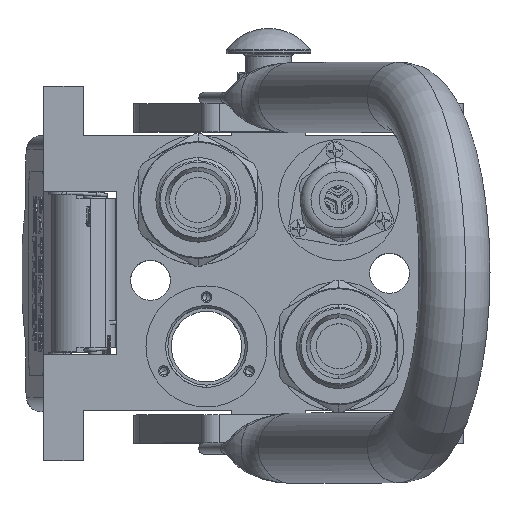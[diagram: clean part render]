
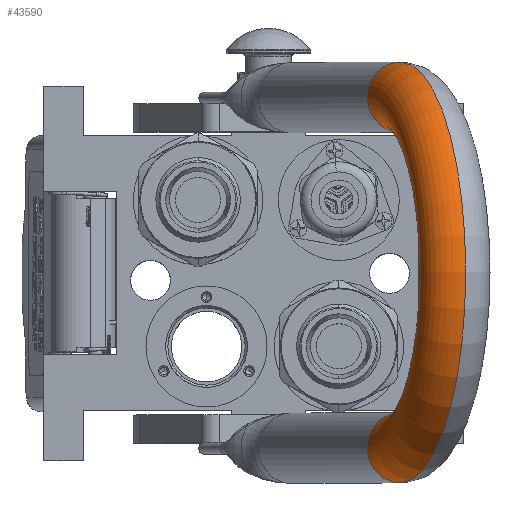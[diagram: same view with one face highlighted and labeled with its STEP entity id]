
A CAD part, top view. The second image highlights one B-rep face of the part: STEP entity #43590.
In plain terms, the highlighted toroidal (fillet/blend) face has major radius 62.25 mm and minor radius 12.5 mm.
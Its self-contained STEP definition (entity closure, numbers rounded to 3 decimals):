
#2579 = CIRCLE ( 'NONE', #20988, 12.5 ) ;
#4212 = ORIENTED_EDGE ( 'NONE', *, *, #109678, .T. ) ;
#9523 = VERTEX_POINT ( 'NONE', #144638 ) ;
#20988 = AXIS2_PLACEMENT_3D ( 'NONE', #24617, #143107, #24104 ) ;
#21589 = CIRCLE ( 'NONE', #138436, 12.5 ) ;
#24104 = DIRECTION ( 'NONE',  ( -1., 0., 0. ) ) ;
#24617 = CARTESIAN_POINT ( 'NONE',  ( -62.25, 0., 125.25 ) ) ;
#29084 = CIRCLE ( 'NONE', #81180, 74.75 ) ;
#32656 = EDGE_CURVE ( 'NONE', #49404, #69179, #2579, .T. ) ;
#34776 = CARTESIAN_POINT ( 'NONE',  ( 62.25, 0., 125.25 ) ) ;
#36441 = CARTESIAN_POINT ( 'NONE',  ( 74.75, 0., 125.25 ) ) ;
#43590 = ADVANCED_FACE ( 'NONE', ( #67398 ), #86495, .T. ) ;
#45050 = AXIS2_PLACEMENT_3D ( 'NONE', #154461, #46504, #69858 ) ;
#46504 = DIRECTION ( 'NONE',  ( 0., 1., 0. ) ) ;
#47505 = CARTESIAN_POINT ( 'NONE',  ( -74.75, 0., 125.25 ) ) ;
#49404 = VERTEX_POINT ( 'NONE', #47505 ) ;
#67398 = FACE_OUTER_BOUND ( 'NONE', #123322, .T. ) ;
#69179 = VERTEX_POINT ( 'NONE', #80066 ) ;
#69858 = DIRECTION ( 'NONE',  ( -1., 0., 0. ) ) ;
#69919 = EDGE_CURVE ( 'NONE', #137956, #9523, #21589, .T. ) ;
#70285 = DIRECTION ( 'NONE',  ( 0., 0., -1. ) ) ;
#71335 = ORIENTED_EDGE ( 'NONE', *, *, #132531, .F. ) ;
#80066 = CARTESIAN_POINT ( 'NONE',  ( -49.75, 0., 125.25 ) ) ;
#81180 = AXIS2_PLACEMENT_3D ( 'NONE', #99316, #86133, #134762 ) ;
#86133 = DIRECTION ( 'NONE',  ( 0., 1., 0. ) ) ;
#86495 = TOROIDAL_SURFACE ( 'NONE', #132943, 62.25, 12.5 ) ;
#87276 = ORIENTED_EDGE ( 'NONE', *, *, #32656, .T. ) ;
#91873 = ORIENTED_EDGE ( 'NONE', *, *, #69919, .F. ) ;
#99316 = CARTESIAN_POINT ( 'NONE',  ( 0., 0., 125.25 ) ) ;
#109678 = EDGE_CURVE ( 'NONE', #69179, #9523, #153410, .T. ) ;
#119109 = DIRECTION ( 'NONE',  ( 1., 0., 0. ) ) ;
#123322 = EDGE_LOOP ( 'NONE', ( #4212, #91873, #71335, #87276 ) ) ;
#130633 = DIRECTION ( 'NONE',  ( 1., 0., 0. ) ) ;
#132244 = CARTESIAN_POINT ( 'NONE',  ( 0., 0., 125.25 ) ) ;
#132531 = EDGE_CURVE ( 'NONE', #49404, #137956, #29084, .T. ) ;
#132943 = AXIS2_PLACEMENT_3D ( 'NONE', #132244, #143842, #119109 ) ;
#134762 = DIRECTION ( 'NONE',  ( -1., 0., 0. ) ) ;
#137956 = VERTEX_POINT ( 'NONE', #36441 ) ;
#138436 = AXIS2_PLACEMENT_3D ( 'NONE', #34776, #70285, #130633 ) ;
#143107 = DIRECTION ( 'NONE',  ( 0., 0., 1. ) ) ;
#143842 = DIRECTION ( 'NONE',  ( 0., 1., 0. ) ) ;
#144638 = CARTESIAN_POINT ( 'NONE',  ( 49.75, 0., 125.25 ) ) ;
#153410 = CIRCLE ( 'NONE', #45050, 49.75 ) ;
#154461 = CARTESIAN_POINT ( 'NONE',  ( 0., 0., 125.25 ) ) ;
